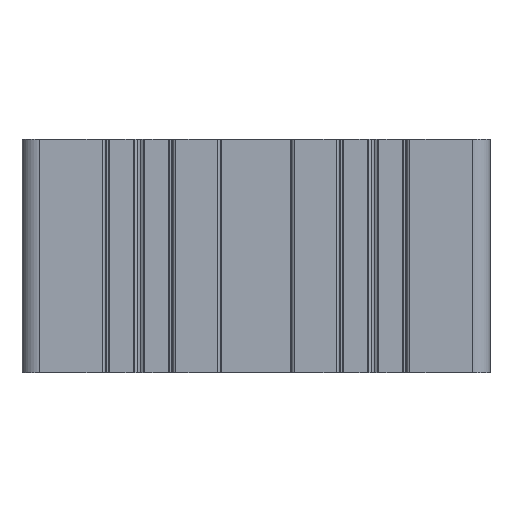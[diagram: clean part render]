
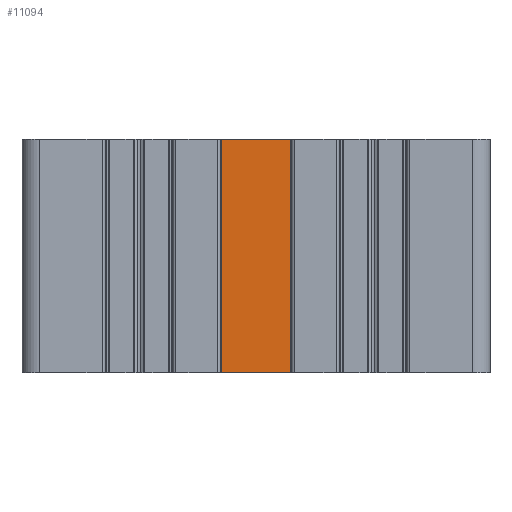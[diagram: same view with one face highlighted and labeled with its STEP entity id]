
A CAD part, left-side view. The second image highlights one B-rep face of the part: STEP entity #11094.
In plain terms, the highlighted planar face has unit normal (-1, 0, 0).
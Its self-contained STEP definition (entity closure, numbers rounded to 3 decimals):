
#1385 = AXIS2_PLACEMENT_3D ( 'NONE', #10248, #4463, #8319 ) ;
#2879 = FACE_OUTER_BOUND ( 'NONE', #12461, .T. ) ;
#4384 = ORIENTED_EDGE ( 'NONE', *, *, #18782, .T. ) ;
#4463 = DIRECTION ( 'NONE',  ( -1., 0., 0. ) ) ;
#5421 = CARTESIAN_POINT ( 'NONE',  ( -0.149, 0., 40. ) ) ;
#5728 = ORIENTED_EDGE ( 'NONE', *, *, #21398, .F. ) ;
#7050 = CARTESIAN_POINT ( 'NONE',  ( -0.149, 25.276, 40. ) ) ;
#7171 = CARTESIAN_POINT ( 'NONE',  ( -0.149, 25.276, 40. ) ) ;
#8219 = LINE ( 'NONE', #5421, #23213 ) ;
#8319 = DIRECTION ( 'NONE',  ( 0., 0., 1. ) ) ;
#8558 = EDGE_CURVE ( 'NONE', #9948, #20219, #14182, .T. ) ;
#9416 = CARTESIAN_POINT ( 'NONE',  ( -0.149, 13.456, 0. ) ) ;
#9948 = VERTEX_POINT ( 'NONE', #12733 ) ;
#10079 = CARTESIAN_POINT ( 'NONE',  ( -0.149, 25.276, 0. ) ) ;
#10248 = CARTESIAN_POINT ( 'NONE',  ( -0.149, 0., 40. ) ) ;
#11094 = ADVANCED_FACE ( 'NONE', ( #2879 ), #19421, .T. ) ;
#11584 = ORIENTED_EDGE ( 'NONE', *, *, #19491, .T. ) ;
#12461 = EDGE_LOOP ( 'NONE', ( #5728, #23707, #11584, #4384 ) ) ;
#12733 = CARTESIAN_POINT ( 'NONE',  ( -0.149, 13.456, 40. ) ) ;
#13010 = VECTOR ( 'NONE', #15753, 1000. ) ;
#14062 = CARTESIAN_POINT ( 'NONE',  ( -0.149, 13.456, 40. ) ) ;
#14182 = LINE ( 'NONE', #14062, #13010 ) ;
#14469 = DIRECTION ( 'NONE',  ( 0., 1., 0. ) ) ;
#14523 = DIRECTION ( 'NONE',  ( 0., 0., -1. ) ) ;
#14637 = LINE ( 'NONE', #19599, #14949 ) ;
#14949 = VECTOR ( 'NONE', #23466, 1000. ) ;
#15753 = DIRECTION ( 'NONE',  ( 0., 0., -1. ) ) ;
#16332 = LINE ( 'NONE', #7171, #17793 ) ;
#17793 = VECTOR ( 'NONE', #14523, 1000. ) ;
#18782 = EDGE_CURVE ( 'NONE', #21384, #21191, #16332, .T. ) ;
#19421 = PLANE ( 'NONE',  #1385 ) ;
#19491 = EDGE_CURVE ( 'NONE', #9948, #21384, #8219, .T. ) ;
#19599 = CARTESIAN_POINT ( 'NONE',  ( -0.149, 0., 0. ) ) ;
#20219 = VERTEX_POINT ( 'NONE', #9416 ) ;
#21191 = VERTEX_POINT ( 'NONE', #10079 ) ;
#21384 = VERTEX_POINT ( 'NONE', #7050 ) ;
#21398 = EDGE_CURVE ( 'NONE', #20219, #21191, #14637, .T. ) ;
#23213 = VECTOR ( 'NONE', #14469, 1000. ) ;
#23466 = DIRECTION ( 'NONE',  ( 0., 1., 0. ) ) ;
#23707 = ORIENTED_EDGE ( 'NONE', *, *, #8558, .F. ) ;
